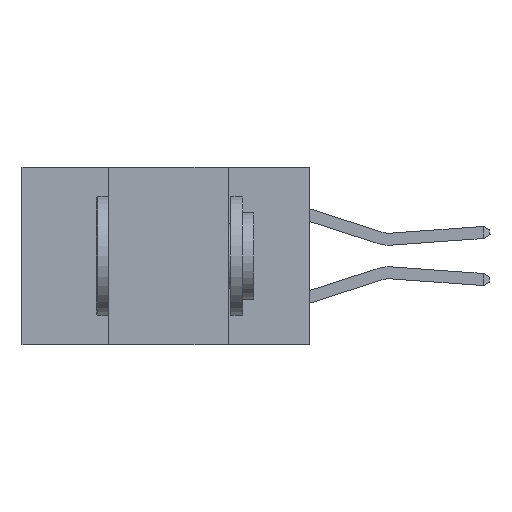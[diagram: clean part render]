
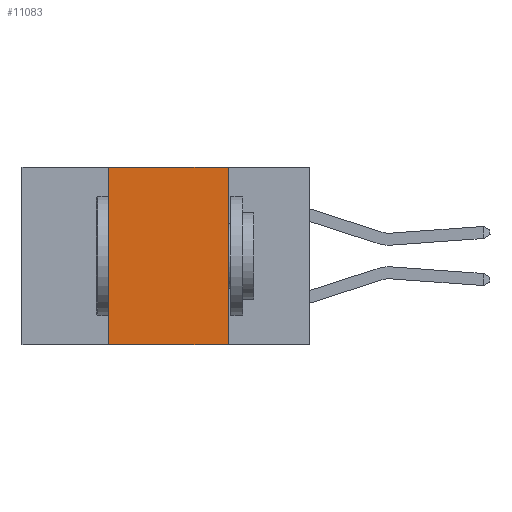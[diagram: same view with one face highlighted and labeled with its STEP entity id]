
A CAD part, left-side view. The second image highlights one B-rep face of the part: STEP entity #11083.
In plain terms, the highlighted planar face has unit normal (-1, 0, 0).
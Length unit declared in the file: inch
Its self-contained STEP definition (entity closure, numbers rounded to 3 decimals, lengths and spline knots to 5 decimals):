
#300 = CARTESIAN_POINT ( 'NONE',  ( 0., 0.17, -0.37 ) ) ;
#786 = CARTESIAN_POINT ( 'NONE',  ( 0., 0.42, 0. ) ) ;
#800 = EDGE_CURVE ( 'NONE', #10038, #8057, #5652, .T. ) ;
#853 = PLANE ( 'NONE',  #6272 ) ;
#929 = DIRECTION ( 'NONE',  ( 0., 0., -1. ) ) ;
#966 = LINE ( 'NONE', #4636, #9670 ) ;
#2722 = VERTEX_POINT ( 'NONE', #8573 ) ;
#3809 = ORIENTED_EDGE ( 'NONE', *, *, #7051, .F. ) ;
#3818 = ORIENTED_EDGE ( 'NONE', *, *, #800, .T. ) ;
#4270 = VERTEX_POINT ( 'NONE', #786 ) ;
#4317 = LINE ( 'NONE', #13629, #7939 ) ;
#4323 = CARTESIAN_POINT ( 'NONE',  ( 0., 0.42, -0.37 ) ) ;
#4581 = CARTESIAN_POINT ( 'NONE',  ( 0., 0.6, -0.37 ) ) ;
#4595 = CARTESIAN_POINT ( 'NONE',  ( 0., 0.6, 0. ) ) ;
#4636 = CARTESIAN_POINT ( 'NONE',  ( 0., 0.42, -0.37 ) ) ;
#5528 = ORIENTED_EDGE ( 'NONE', *, *, #11456, .F. ) ;
#5652 = LINE ( 'NONE', #4581, #9454 ) ;
#6272 = AXIS2_PLACEMENT_3D ( 'NONE', #4595, #11388, #929 ) ;
#7007 = LINE ( 'NONE', #9280, #8423 ) ;
#7051 = EDGE_CURVE ( 'NONE', #4270, #2722, #4317, .T. ) ;
#7490 = ORIENTED_EDGE ( 'NONE', *, *, #8371, .F. ) ;
#7939 = VECTOR ( 'NONE', #9880, 39.37008 ) ;
#7978 = EDGE_LOOP ( 'NONE', ( #7490, #3809, #5528, #3818 ) ) ;
#8057 = VERTEX_POINT ( 'NONE', #300 ) ;
#8217 = DIRECTION ( 'NONE',  ( 0., 0., -1. ) ) ;
#8371 = EDGE_CURVE ( 'NONE', #2722, #8057, #7007, .T. ) ;
#8423 = VECTOR ( 'NONE', #8217, 39.37008 ) ;
#8573 = CARTESIAN_POINT ( 'NONE',  ( 0., 0.17, 0. ) ) ;
#9280 = CARTESIAN_POINT ( 'NONE',  ( 0., 0.17, -0.37 ) ) ;
#9454 = VECTOR ( 'NONE', #14946, 39.37008 ) ;
#9670 = VECTOR ( 'NONE', #13781, 39.37008 ) ;
#9880 = DIRECTION ( 'NONE',  ( 0., -1., 0. ) ) ;
#10038 = VERTEX_POINT ( 'NONE', #4323 ) ;
#11083 = ADVANCED_FACE ( 'NONE', ( #11309 ), #853, .F. ) ;
#11309 = FACE_OUTER_BOUND ( 'NONE', #7978, .T. ) ;
#11388 = DIRECTION ( 'NONE',  ( 1., 0., 0. ) ) ;
#11456 = EDGE_CURVE ( 'NONE', #10038, #4270, #966, .T. ) ;
#13629 = CARTESIAN_POINT ( 'NONE',  ( 0., 0.6, 0. ) ) ;
#13781 = DIRECTION ( 'NONE',  ( 0., 0., 1. ) ) ;
#14946 = DIRECTION ( 'NONE',  ( 0., -1., 0. ) ) ;
